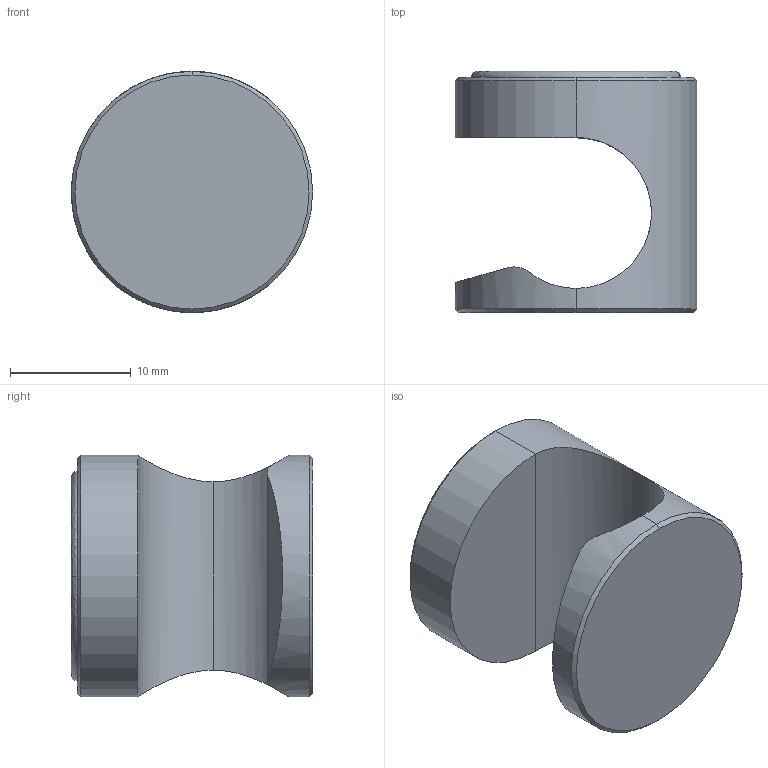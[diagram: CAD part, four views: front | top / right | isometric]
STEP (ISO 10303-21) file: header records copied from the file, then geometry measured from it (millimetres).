
FILE_DESCRIPTION (( 'STEP AP214' ), '1' );
FILE_NAME ('SM122020.STEP', '2016-02-18T15:11:11', ( '' ), ( '' ), 'SwSTEP 2.0', 'SolidWorks 2015', '' );
FILE_SCHEMA (( 'AUTOMOTIVE_DESIGN' ));
Length unit declared in the file: millimetre
Products named in the file (5): 3IMAN15x3; 3JT15X1,5; SM122020; 9SM122020-1; 9SM122020
Assembly tree (4 placements, depth 3):
  SM122020
    9SM122020
      9SM122020-1
      3JT15X1,5
    3IMAN15x3
Bounding box: 20 x 20 x 20 mm (x, y, z)
Volume: 3076.3 mm3; surface area: 2893.2 mm2
Topology: 3 solids, 3 shells, 34 faces, 68 edges, 40 vertices
Faces by surface type: cylinder 10, plane 8, torus 6, cone 6, bspline 4
Entity records: 1209 total; most frequent: CARTESIAN_POINT 341, DIRECTION 168, ORIENTED_EDGE 136, AXIS2_PLACEMENT_3D 75, EDGE_CURVE 68, VERTEX_POINT 40, CIRCLE 37, EDGE_LOOP 36
